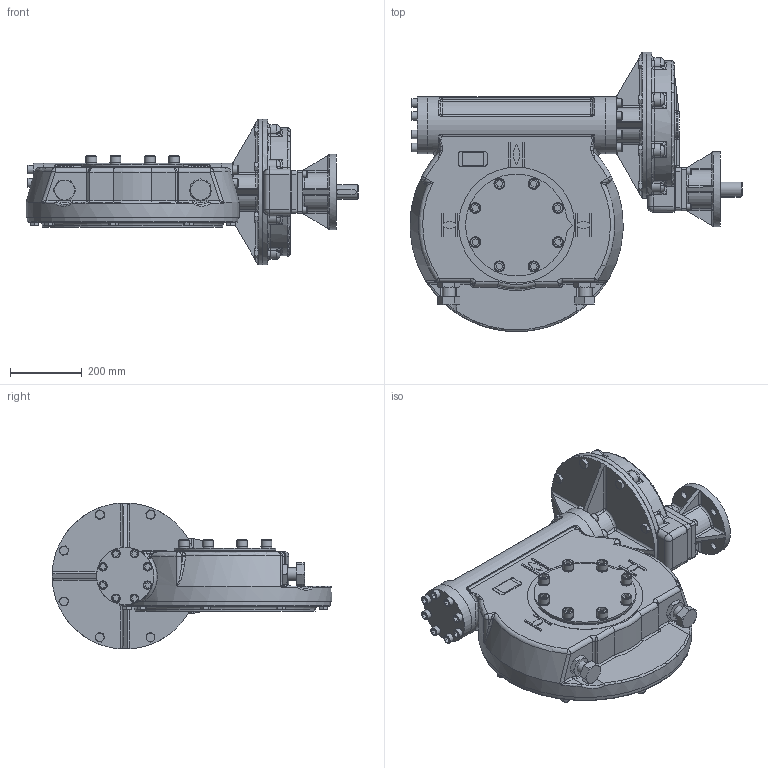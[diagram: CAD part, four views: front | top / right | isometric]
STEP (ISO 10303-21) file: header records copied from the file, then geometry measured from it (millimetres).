
FILE_DESCRIPTION(/* description */ ('Unknown'),/* implementation_level */ '2;1');
FILE_NAME(/* name */ 'PUB-IW9FBIR2-F16-F30',/* time_stamp */ '2016-07-05T13:38:02+01:00',/* author */ ('Unknown'),/* organization */ ('Unknown'),/* preprocessor_version */ 'ST-DEVELOPER v16',/* originating_system */ 'DEX',/* authorisation */ $);
FILE_SCHEMA (('AUTOMOTIVE_DESIGN {1 0 10303 214 3 1 1}'));
Products named in the file (1): PUB-IW9FBIR2-F16-F30
Bounding box: 928.11 x 781.45 x 408 mm (x, y, z)
Surface area: 1983287.4 mm2 (no closed solid volume)
Topology: 0 solids, 84 shells, 1218 faces, 3218 edges, 2022 vertices
Faces by surface type: plane 544, cylinder 233, cone 180, bspline 108, torus 91, sphere 62
Full cylindrical faces by diameter (mm): 16.5 x8, 17.294 x8, 18 x4, 20.5 x4, 24 x16, 30 x8, 30.7 x8, 36 x2, 40 x1, 50 x1, 130 x1, 160 x3, 210 x1, 220 x1, 280 x1, 324 x1, 408 x1
Entity records: 56492 total; most frequent: CARTESIAN_POINT 27705, DIRECTION 5384, ORIENTED_EDGE 5341, EDGE_CURVE 2962, AXIS2_PLACEMENT_3D 2094, VERTEX_POINT 1971, FACE_BOUND 1509, EDGE_LOOP 1501
